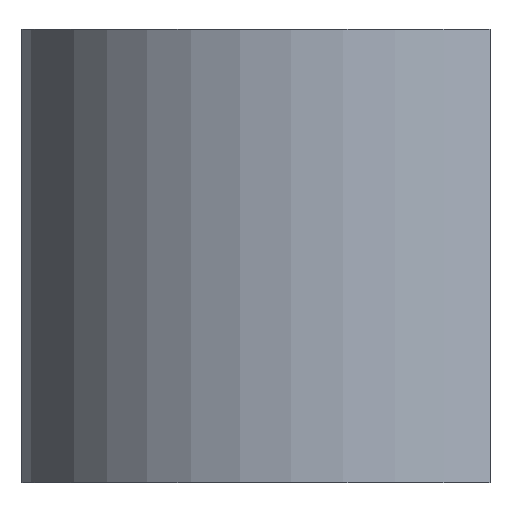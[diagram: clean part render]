
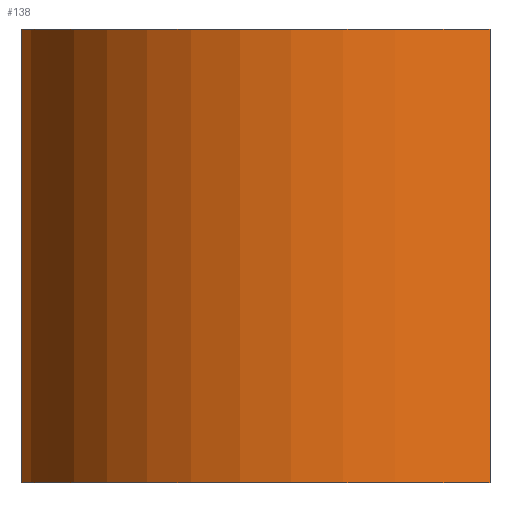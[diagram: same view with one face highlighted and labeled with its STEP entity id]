
A CAD part, left-side view. The second image highlights one B-rep face of the part: STEP entity #138.
In plain terms, the highlighted cylindrical face has radius 16.75 mm (diameter 33.5 mm), a partial arc.
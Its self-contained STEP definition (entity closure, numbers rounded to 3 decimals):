
#15=CIRCLE('',#170,16.75);
#16=CIRCLE('',#171,16.75);
#19=CYLINDRICAL_SURFACE('',#169,16.75);
#22=FACE_OUTER_BOUND('',#30,.T.);
#30=EDGE_LOOP('',(#99,#100,#101,#102));
#38=LINE('',#226,#52);
#41=LINE('',#234,#55);
#52=VECTOR('',#185,10.);
#55=VECTOR('',#192,10.);
#66=VERTEX_POINT('',#223);
#67=VERTEX_POINT('',#225);
#69=VERTEX_POINT('',#231);
#70=VERTEX_POINT('',#233);
#78=EDGE_CURVE('',#66,#67,#38,.T.);
#81=EDGE_CURVE('',#69,#66,#15,.T.);
#82=EDGE_CURVE('',#70,#69,#41,.T.);
#83=EDGE_CURVE('',#70,#67,#16,.T.);
#99=ORIENTED_EDGE('',*,*,#78,.F.);
#100=ORIENTED_EDGE('',*,*,#81,.F.);
#101=ORIENTED_EDGE('',*,*,#82,.F.);
#102=ORIENTED_EDGE('',*,*,#83,.T.);
#138=ADVANCED_FACE('',(#22),#19,.T.);
#169=AXIS2_PLACEMENT_3D('',#230,#188,#189);
#170=AXIS2_PLACEMENT_3D('',#232,#190,#191);
#171=AXIS2_PLACEMENT_3D('',#235,#193,#194);
#185=DIRECTION('',(0.,0.,-1.));
#188=DIRECTION('center_axis',(0.,0.,1.));
#189=DIRECTION('ref_axis',(0.,1.,0.));
#190=DIRECTION('center_axis',(0.,0.,1.));
#191=DIRECTION('ref_axis',(1.,0.,0.));
#192=DIRECTION('',(0.,0.,1.));
#193=DIRECTION('center_axis',(0.,0.,1.));
#194=DIRECTION('ref_axis',(1.,0.,0.));
#223=CARTESIAN_POINT('',(-14.06,-9.104,25.));
#225=CARTESIAN_POINT('',(-14.06,-9.104,0.));
#226=CARTESIAN_POINT('',(-14.06,-9.104,0.));
#230=CARTESIAN_POINT('Origin',(0.,0.,0.));
#231=CARTESIAN_POINT('',(14.06,-9.104,25.));
#232=CARTESIAN_POINT('Origin',(0.,0.,25.));
#233=CARTESIAN_POINT('',(14.06,-9.104,0.));
#234=CARTESIAN_POINT('',(14.06,-9.104,0.));
#235=CARTESIAN_POINT('Origin',(0.,0.,0.));
